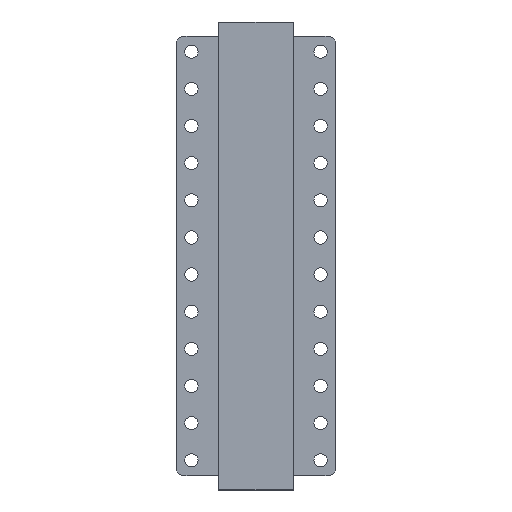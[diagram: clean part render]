
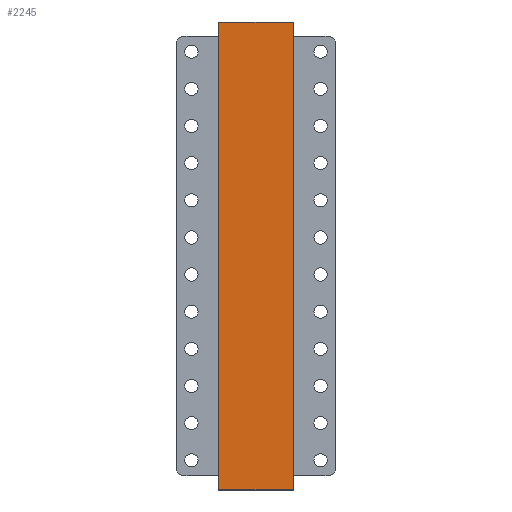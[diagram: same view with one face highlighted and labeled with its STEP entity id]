
A CAD part, front view. The second image highlights one B-rep face of the part: STEP entity #2245.
In plain terms, the highlighted planar face has unit normal (0, -1, 0).
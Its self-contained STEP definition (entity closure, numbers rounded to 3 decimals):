
#255 = VERTEX_POINT ( 'NONE', #5603 ) ;
#345 = DIRECTION ( 'NONE',  ( 0., 0., 1. ) ) ;
#494 = VECTOR ( 'NONE', #1112, 1000. ) ;
#560 = CARTESIAN_POINT ( 'NONE',  ( 25., -199.5, 395. ) ) ;
#591 = CARTESIAN_POINT ( 'NONE',  ( -25., -199.5, 80. ) ) ;
#980 = VERTEX_POINT ( 'NONE', #560 ) ;
#1008 = EDGE_CURVE ( 'NONE', #2457, #255, #4045, .T. ) ;
#1074 = LINE ( 'NONE', #3011, #494 ) ;
#1112 = DIRECTION ( 'NONE',  ( -1., 0., 0. ) ) ;
#1169 = CARTESIAN_POINT ( 'NONE',  ( -25., -199.5, 80. ) ) ;
#1198 = VERTEX_POINT ( 'NONE', #4141 ) ;
#1255 = CARTESIAN_POINT ( 'NONE',  ( 25., -199.5, 80. ) ) ;
#1691 = CARTESIAN_POINT ( 'NONE',  ( 25., -199.5, 80. ) ) ;
#1739 = EDGE_CURVE ( 'NONE', #980, #255, #1967, .T. ) ;
#1803 = LINE ( 'NONE', #1255, #2549 ) ;
#1954 = EDGE_CURVE ( 'NONE', #1198, #980, #1803, .T. ) ;
#1967 = LINE ( 'NONE', #5411, #3275 ) ;
#2034 = DIRECTION ( 'NONE',  ( -1., 0., 0. ) ) ;
#2044 = EDGE_CURVE ( 'NONE', #1198, #2457, #1074, .T. ) ;
#2108 = ORIENTED_EDGE ( 'NONE', *, *, #1739, .T. ) ;
#2172 = FACE_OUTER_BOUND ( 'NONE', #4274, .T. ) ;
#2245 = ADVANCED_FACE ( 'NONE', ( #2172 ), #6107, .T. ) ;
#2457 = VERTEX_POINT ( 'NONE', #591 ) ;
#2549 = VECTOR ( 'NONE', #345, 1000. ) ;
#3011 = CARTESIAN_POINT ( 'NONE',  ( 25., -199.5, 80. ) ) ;
#3275 = VECTOR ( 'NONE', #2034, 1000. ) ;
#3656 = DIRECTION ( 'NONE',  ( 0., -1., 0. ) ) ;
#4045 = LINE ( 'NONE', #1169, #5214 ) ;
#4141 = CARTESIAN_POINT ( 'NONE',  ( 25., -199.5, 80. ) ) ;
#4274 = EDGE_LOOP ( 'NONE', ( #4941, #5979, #5101, #2108 ) ) ;
#4941 = ORIENTED_EDGE ( 'NONE', *, *, #1008, .F. ) ;
#5101 = ORIENTED_EDGE ( 'NONE', *, *, #1954, .T. ) ;
#5214 = VECTOR ( 'NONE', #5950, 1000. ) ;
#5229 = AXIS2_PLACEMENT_3D ( 'NONE', #1691, #3656, #5623 ) ;
#5411 = CARTESIAN_POINT ( 'NONE',  ( 25., -199.5, 395. ) ) ;
#5603 = CARTESIAN_POINT ( 'NONE',  ( -25., -199.5, 395. ) ) ;
#5623 = DIRECTION ( 'NONE',  ( 0., 0., -1. ) ) ;
#5950 = DIRECTION ( 'NONE',  ( 0., 0., 1. ) ) ;
#5979 = ORIENTED_EDGE ( 'NONE', *, *, #2044, .F. ) ;
#6107 = PLANE ( 'NONE',  #5229 ) ;
